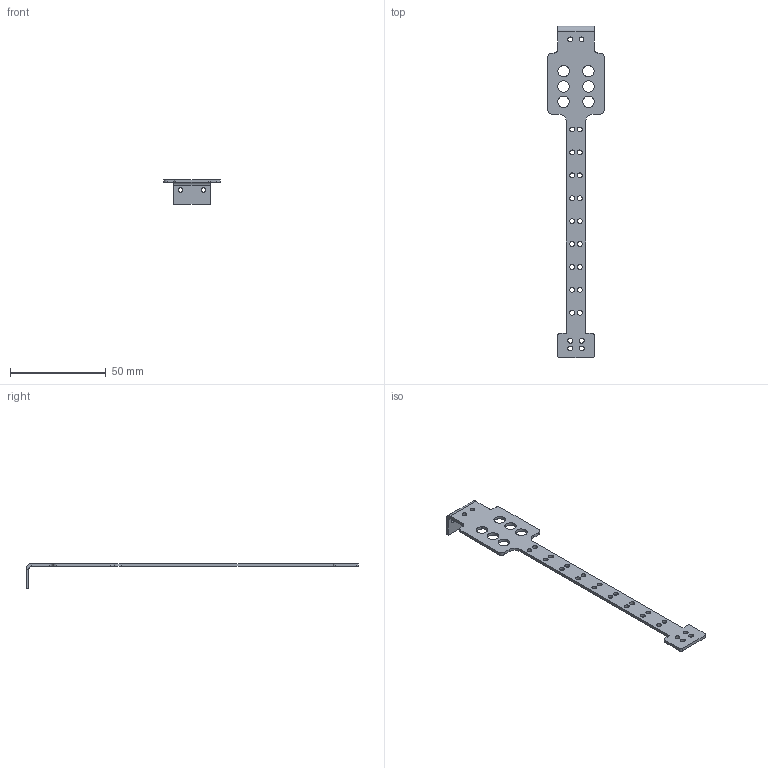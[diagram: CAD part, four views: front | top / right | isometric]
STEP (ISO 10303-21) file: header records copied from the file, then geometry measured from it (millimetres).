
FILE_DESCRIPTION(/* description */ (''),/* implementation_level */ '2;1');
FILE_NAME(/* name */ 'Cart platform 2.step',/* time_stamp */ '2023-09-15T10:45:47+02:00',/* author */ (''),/* organization */ (''),/* preprocessor_version */ 'ST-DEVELOPER v20',/* originating_system */ 'Autodesk Translation Framework v12.9.0.99',/* authorisation */ '');
FILE_SCHEMA (('AUTOMOTIVE_DESIGN { 1 0 10303 214 3 1 1 }'));
Length unit declared in the file: millimetre
Products named in the file (1): Cart platform
Bounding box: 29.4 x 173.8 x 13 mm (x, y, z)
Volume: 3766.4 mm3; surface area: 6150.3 mm2
Topology: 1 solids, 1 shells, 74 faces, 208 edges, 136 vertices
Faces by surface type: cylinder 46, plane 28
Full cylindrical faces by diameter (mm): 2.4 x2, 2.5 x24, 6 x4
Entity records: 2588 total; most frequent: DIRECTION 450, CARTESIAN_POINT 419, ORIENTED_EDGE 416, EDGE_CURVE 208, AXIS2_PLACEMENT_3D 167, EDGE_LOOP 138, VERTEX_POINT 136, LINE 116
